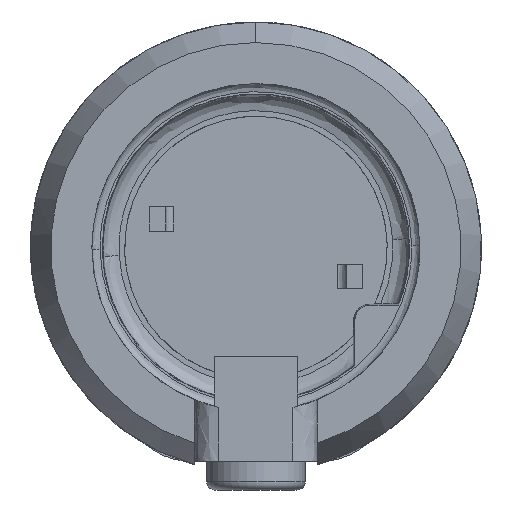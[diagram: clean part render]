
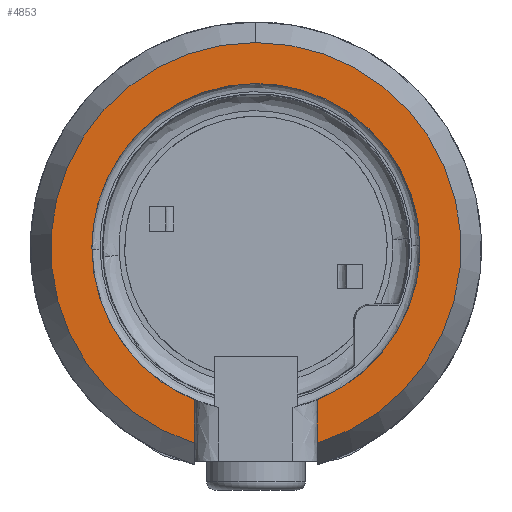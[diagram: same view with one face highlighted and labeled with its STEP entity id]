
A CAD part, front view. The second image highlights one B-rep face of the part: STEP entity #4853.
In plain terms, the highlighted planar face has unit normal (0, -1, 0).
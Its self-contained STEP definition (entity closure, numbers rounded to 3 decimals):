
#40 = CARTESIAN_POINT ( 'NONE',  ( 1.753, 7.7, -0.989 ) ) ;
#112 = CARTESIAN_POINT ( 'NONE',  ( -0.256, 7.7, 1.991 ) ) ;
#241 = CARTESIAN_POINT ( 'NONE',  ( -1.531, 7.7, 1.306 ) ) ;
#374 = EDGE_CURVE ( 'NONE', #3905, #1896, #992, .T. ) ;
#377 = CARTESIAN_POINT ( 'NONE',  ( 2., 7.7, 0. ) ) ;
#434 = CARTESIAN_POINT ( 'NONE',  ( -2., 7.7, 0. ) ) ;
#451 = FACE_OUTER_BOUND ( 'NONE', #5058, .T. ) ;
#471 = CARTESIAN_POINT ( 'NONE',  ( 1.909, 7.7, 0.636 ) ) ;
#546 = CARTESIAN_POINT ( 'NONE',  ( 0.809, 7.7, -1.83 ) ) ;
#566 = EDGE_CURVE ( 'NONE', #5887, #2137, #3311, .T. ) ;
#649 = CARTESIAN_POINT ( 'NONE',  ( 0., 7.7, 2. ) ) ;
#661 = DIRECTION ( 'NONE',  ( 0., 0., -1. ) ) ;
#779 = ORIENTED_EDGE ( 'NONE', *, *, #2489, .F. ) ;
#856 = LINE ( 'NONE', #3884, #5733 ) ;
#964 = CARTESIAN_POINT ( 'NONE',  ( 0.75, 7.7, -2.385 ) ) ;
#992 = CIRCLE ( 'NONE', #3043, 2.5 ) ;
#1020 = CARTESIAN_POINT ( 'NONE',  ( -0.75, 7.7, -1.854 ) ) ;
#1103 = ORIENTED_EDGE ( 'NONE', *, *, #1853, .T. ) ;
#1122 = CARTESIAN_POINT ( 'NONE',  ( -0.572, 7.7, 1.929 ) ) ;
#1163 = CARTESIAN_POINT ( 'NONE',  ( -0.984, 7.7, -1.749 ) ) ;
#1254 = CARTESIAN_POINT ( 'NONE',  ( -0.809, 7.7, -1.83 ) ) ;
#1263 = EDGE_CURVE ( 'NONE', #3750, #3905, #2732, .T. ) ;
#1330 = CARTESIAN_POINT ( 'NONE',  ( 0.75, 7.7, -1.854 ) ) ;
#1406 = CARTESIAN_POINT ( 'NONE',  ( 1.753, 7.7, 0.989 ) ) ;
#1458 = ORIENTED_EDGE ( 'NONE', *, *, #566, .F. ) ;
#1544 = CARTESIAN_POINT ( 'NONE',  ( 0., 7.7, 0. ) ) ;
#1652 = CARTESIAN_POINT ( 'NONE',  ( -0.75, 7.7, -1.854 ) ) ;
#1800 = CARTESIAN_POINT ( 'NONE',  ( 0.256, 7.7, 1.991 ) ) ;
#1838 = DIRECTION ( 'NONE',  ( 0., 1., 0. ) ) ;
#1853 = EDGE_CURVE ( 'NONE', #1896, #3397, #4192, .T. ) ;
#1893 = CARTESIAN_POINT ( 'NONE',  ( 1.254, 7.7, -1.574 ) ) ;
#1896 = VERTEX_POINT ( 'NONE', #2280 ) ;
#2012 = AXIS2_PLACEMENT_3D ( 'NONE', #1544, #4451, #4483 ) ;
#2047 = CARTESIAN_POINT ( 'NONE',  ( -0.75, 7.7, -2.385 ) ) ;
#2095 = CARTESIAN_POINT ( 'NONE',  ( -0.064, 7.7, 2. ) ) ;
#2137 = VERTEX_POINT ( 'NONE', #4322 ) ;
#2193 = CARTESIAN_POINT ( 'NONE',  ( 2., 7.7, 0. ) ) ;
#2221 = B_SPLINE_CURVE_WITH_KNOTS ( 'NONE', 3,
 ( #649, #2095, #112, #1122, #2987, #5313, #241, #5408, #2922, #4389, #5780, #3923 ),
 .UNSPECIFIED., .F., .F.,
 ( 4, 1, 1, 1, 1, 1, 1, 1, 1, 4 ),
 ( 0.003, 0.003, 0.004, 0.004, 0.004, 0.005, 0.005, 0.006, 0.006, 0.006 ),
 .UNSPECIFIED. ) ;
#2231 = CARTESIAN_POINT ( 'NONE',  ( 0.064, 7.7, 2. ) ) ;
#2280 = CARTESIAN_POINT ( 'NONE',  ( 0., 7.7, 2.5 ) ) ;
#2291 = CARTESIAN_POINT ( 'NONE',  ( 0.572, 7.7, 1.929 ) ) ;
#2298 = CARTESIAN_POINT ( 'NONE',  ( 1.986, 7.7, -0.301 ) ) ;
#2346 = CARTESIAN_POINT ( 'NONE',  ( 1.531, 7.7, 1.306 ) ) ;
#2469 = VECTOR ( 'NONE', #4074, 1000. ) ;
#2489 = EDGE_CURVE ( 'NONE', #6057, #3407, #3924, .T. ) ;
#2539 = CARTESIAN_POINT ( 'NONE',  ( 0., 7.7, 0. ) ) ;
#2625 = CARTESIAN_POINT ( 'NONE',  ( -1.531, 7.7, -1.306 ) ) ;
#2627 = ORIENTED_EDGE ( 'NONE', *, *, #1263, .T. ) ;
#2732 = LINE ( 'NONE', #5159, #2469 ) ;
#2853 = PLANE ( 'NONE',  #2861 ) ;
#2861 = AXIS2_PLACEMENT_3D ( 'NONE', #4191, #1838, #3728 ) ;
#2922 = CARTESIAN_POINT ( 'NONE',  ( -1.909, 7.7, 0.636 ) ) ;
#2987 = CARTESIAN_POINT ( 'NONE',  ( -0.93, 7.7, 1.784 ) ) ;
#3000 = EDGE_CURVE ( 'NONE', #2137, #6057, #2221, .T. ) ;
#3043 = AXIS2_PLACEMENT_3D ( 'NONE', #2539, #3768, #661 ) ;
#3124 = CARTESIAN_POINT ( 'NONE',  ( -2., 7.7, -0.086 ) ) ;
#3213 = CARTESIAN_POINT ( 'NONE',  ( 0., 7.7, 2. ) ) ;
#3274 = CARTESIAN_POINT ( 'NONE',  ( 2., 7.7, 0.086 ) ) ;
#3284 = CARTESIAN_POINT ( 'NONE',  ( 2., 7.7, 0. ) ) ;
#3311 = B_SPLINE_CURVE_WITH_KNOTS ( 'NONE', 3,
 ( #377, #3274, #6045, #471, #1406, #2346, #6010, #4242, #2291, #1800, #2231, #3213 ),
 .UNSPECIFIED., .F., .F.,
 ( 4, 1, 1, 1, 1, 1, 1, 1, 1, 4 ),
 ( 0., 0., 0.001, 0.001, 0.001, 0.002, 0.002, 0.003, 0.003, 0.003 ),
 .UNSPECIFIED. ) ;
#3397 = VERTEX_POINT ( 'NONE', #2047 ) ;
#3407 = VERTEX_POINT ( 'NONE', #1020 ) ;
#3462 = CARTESIAN_POINT ( 'NONE',  ( -1.753, 7.7, -0.989 ) ) ;
#3728 = DIRECTION ( 'NONE',  ( 0., 0., 1. ) ) ;
#3750 = VERTEX_POINT ( 'NONE', #1330 ) ;
#3763 = CARTESIAN_POINT ( 'NONE',  ( 1.531, 7.7, -1.306 ) ) ;
#3768 = DIRECTION ( 'NONE',  ( 0., -1., 0. ) ) ;
#3884 = CARTESIAN_POINT ( 'NONE',  ( -0.75, 7.7, 0.395 ) ) ;
#3894 = ORIENTED_EDGE ( 'NONE', *, *, #4595, .F. ) ;
#3905 = VERTEX_POINT ( 'NONE', #964 ) ;
#3923 = CARTESIAN_POINT ( 'NONE',  ( -2., 7.7, 0. ) ) ;
#3924 = B_SPLINE_CURVE_WITH_KNOTS ( 'NONE', 3,
 ( #5479, #3124, #5852, #4985, #3462, #2625, #5889, #1163, #1254, #1652 ),
 .UNSPECIFIED., .F., .F.,
 ( 4, 1, 1, 1, 1, 1, 1, 4 ),
 ( 0., 0., 0.001, 0.001, 0.001, 0.002, 0.002, 0.002 ),
 .UNSPECIFIED. ) ;
#4074 = DIRECTION ( 'NONE',  ( 0., 0., -1. ) ) ;
#4149 = DIRECTION ( 'NONE',  ( 0., 0., -1. ) ) ;
#4160 = EDGE_CURVE ( 'NONE', #3750, #5887, #4765, .T. ) ;
#4191 = CARTESIAN_POINT ( 'NONE',  ( 0., 7.7, 2.5 ) ) ;
#4192 = CIRCLE ( 'NONE', #2012, 2.5 ) ;
#4220 = CARTESIAN_POINT ( 'NONE',  ( 0.75, 7.7, -1.854 ) ) ;
#4242 = CARTESIAN_POINT ( 'NONE',  ( 0.93, 7.7, 1.784 ) ) ;
#4322 = CARTESIAN_POINT ( 'NONE',  ( 0., 7.7, 2. ) ) ;
#4389 = CARTESIAN_POINT ( 'NONE',  ( -1.986, 7.7, 0.301 ) ) ;
#4451 = DIRECTION ( 'NONE',  ( 0., -1., 0. ) ) ;
#4483 = DIRECTION ( 'NONE',  ( 0., 0., -1. ) ) ;
#4595 = EDGE_CURVE ( 'NONE', #3407, #3397, #856, .T. ) ;
#4613 = ORIENTED_EDGE ( 'NONE', *, *, #4160, .F. ) ;
#4765 = B_SPLINE_CURVE_WITH_KNOTS ( 'NONE', 3,
 ( #4220, #546, #5183, #1893, #3763, #40, #5649, #2298, #5248, #3284 ),
 .UNSPECIFIED., .F., .F.,
 ( 4, 1, 1, 1, 1, 1, 1, 4 ),
 ( 0.004, 0.004, 0.004, 0.005, 0.005, 0.006, 0.006, 0.006 ),
 .UNSPECIFIED. ) ;
#4853 = ADVANCED_FACE ( 'NONE', ( #451 ), #2853, .F. ) ;
#4917 = ORIENTED_EDGE ( 'NONE', *, *, #374, .T. ) ;
#4985 = CARTESIAN_POINT ( 'NONE',  ( -1.909, 7.7, -0.636 ) ) ;
#5058 = EDGE_LOOP ( 'NONE', ( #779, #5956, #1458, #4613, #2627, #4917, #1103, #3894 ) ) ;
#5159 = CARTESIAN_POINT ( 'NONE',  ( 0.75, 7.7, 0.395 ) ) ;
#5183 = CARTESIAN_POINT ( 'NONE',  ( 0.984, 7.7, -1.749 ) ) ;
#5248 = CARTESIAN_POINT ( 'NONE',  ( 2., 7.7, -0.086 ) ) ;
#5313 = CARTESIAN_POINT ( 'NONE',  ( -1.254, 7.7, 1.574 ) ) ;
#5408 = CARTESIAN_POINT ( 'NONE',  ( -1.753, 7.7, 0.989 ) ) ;
#5479 = CARTESIAN_POINT ( 'NONE',  ( -2., 7.7, 0. ) ) ;
#5649 = CARTESIAN_POINT ( 'NONE',  ( 1.909, 7.7, -0.636 ) ) ;
#5733 = VECTOR ( 'NONE', #4149, 1000. ) ;
#5780 = CARTESIAN_POINT ( 'NONE',  ( -2., 7.7, 0.086 ) ) ;
#5852 = CARTESIAN_POINT ( 'NONE',  ( -1.986, 7.7, -0.301 ) ) ;
#5887 = VERTEX_POINT ( 'NONE', #2193 ) ;
#5889 = CARTESIAN_POINT ( 'NONE',  ( -1.254, 7.7, -1.574 ) ) ;
#5956 = ORIENTED_EDGE ( 'NONE', *, *, #3000, .F. ) ;
#6010 = CARTESIAN_POINT ( 'NONE',  ( 1.254, 7.7, 1.574 ) ) ;
#6045 = CARTESIAN_POINT ( 'NONE',  ( 1.986, 7.7, 0.301 ) ) ;
#6057 = VERTEX_POINT ( 'NONE', #434 ) ;
